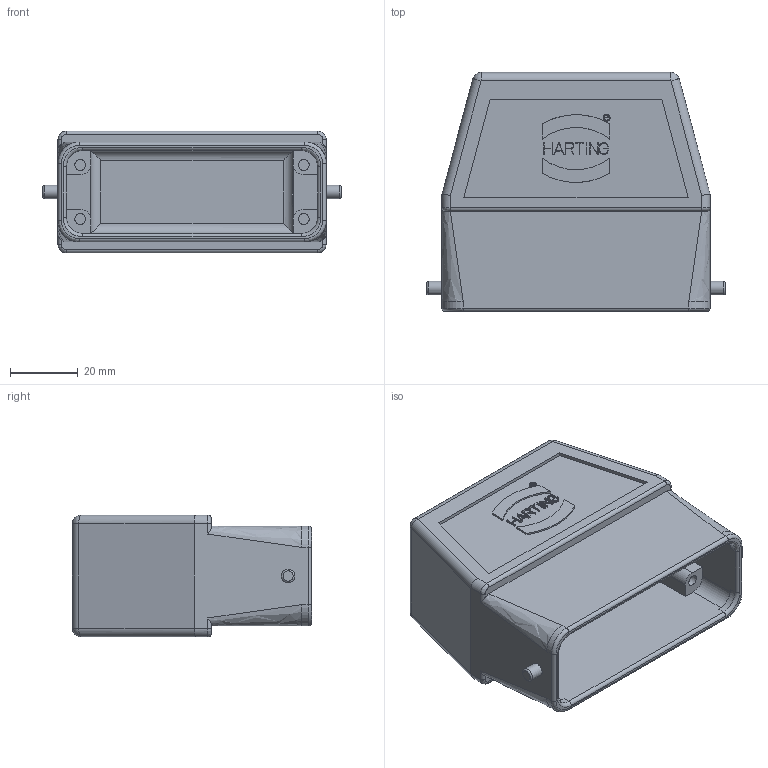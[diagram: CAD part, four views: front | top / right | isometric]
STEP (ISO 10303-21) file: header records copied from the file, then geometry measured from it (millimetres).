
FILE_DESCRIPTION(/* description */ (''),/* implementation_level */ '2;1');
FILE_NAME(/* name */ '100094845ugm000_b.stp',/* time_stamp */ '2017-11-06T10:55:09+01:00',/* author */ (''),/* organization */ (''),/* preprocessor_version */ 'ST-DEVELOPER v16',/* originating_system */ 'SIEMENS PLM Software NX 10.0',/* authorisation */ '');
FILE_SCHEMA (('AUTOMOTIVE_DESIGN { 1 0 10303 214 3 1 1 1 }'));
Length unit declared in the file: millimetre
Products named in the file (1): 100094845ugm000_b
Bounding box: 88.2 x 70.6 x 36 mm (x, y, z)
Volume: 62254.6 mm3; surface area: 31557.8 mm2
Topology: 1 solids, 1 shells, 237 faces, 593 edges, 382 vertices
Faces by surface type: plane 147, cylinder 67, bspline 18, sphere 4, cone 1
Full cylindrical faces by diameter (mm): 1.9 x1, 2.1 x1, 3.2 x4, 4 x2, 25 x1
Entity records: 8257 total; most frequent: CARTESIAN_POINT 1889, ORIENTED_EDGE 1154, DIRECTION 1120, EDGE_CURVE 577, LINE 416, VECTOR 416, VERTEX_POINT 377, AXIS2_PLACEMENT_3D 352
